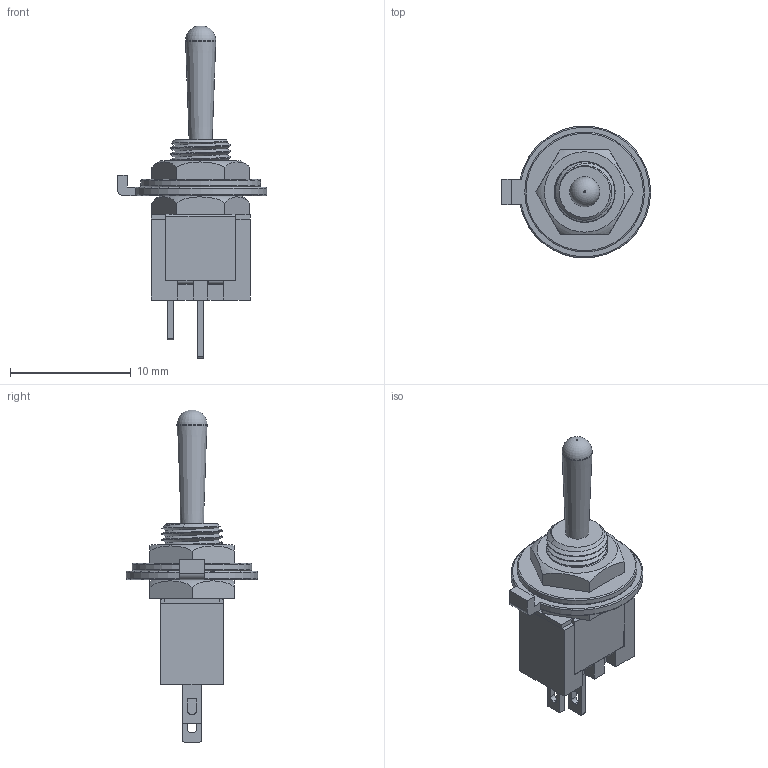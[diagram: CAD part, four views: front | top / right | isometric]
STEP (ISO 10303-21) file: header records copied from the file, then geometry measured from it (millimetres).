
FILE_DESCRIPTION(/* description */ ('Unknown'),/* implementation_level */ '2;1');
FILE_NAME(/* name */ 'SW-T3-1A-A-A3-S1',/* time_stamp */ '2024-05-13T13:44:43+02:00',/* author */ ('Unknown'),/* organization */ ('Unknown'),/* preprocessor_version */ 'ST-DEVELOPER v18.102',/* originating_system */ 'Solid Edge',/* authorisation */ 'Unknown');
FILE_SCHEMA (('AUTOMOTIVE_DESIGN {1 0 10303 214 3 1 1}'));
Length unit declared in the file: millimetre
Products named in the file (1): SW-T3-1A-A-A3-S1
Bounding box: 12.35 x 10.92 x 27.49 mm (x, y, z)
Volume: 600.4 mm3; surface area: 984.3 mm2
Topology: 3 solids, 3 shells, 163 faces, 436 edges, 285 vertices
Faces by surface type: plane 125, cylinder 26, torus 7, cone 3, bspline 2
Full cylindrical faces by diameter (mm): 2.5 x1, 5.041 x2, 5.05 x1, 9.914 x1
Entity records: 7145 total; most frequent: CARTESIAN_POINT 2173, ORIENTED_EDGE 838, DIRECTION 779, EDGE_CURVE 419, LINE 335, VECTOR 335, VERTEX_POINT 281, AXIS2_PLACEMENT_3D 222
